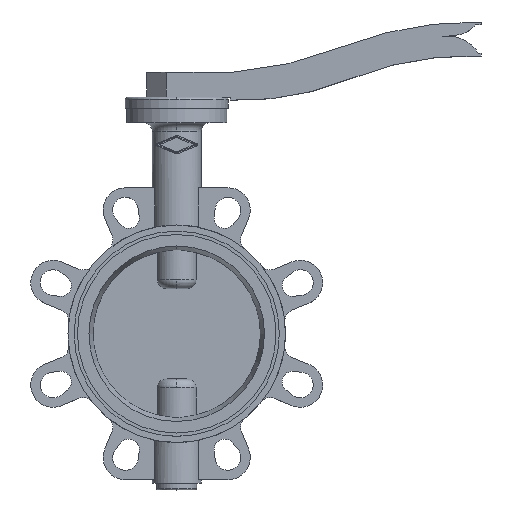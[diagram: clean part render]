
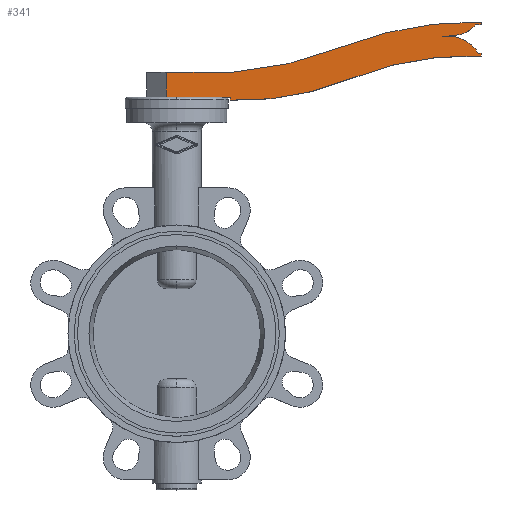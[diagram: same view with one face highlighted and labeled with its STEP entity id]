
A CAD part, top view. The second image highlights one B-rep face of the part: STEP entity #341.
In plain terms, the highlighted planar face has unit normal (0, 0, 1).
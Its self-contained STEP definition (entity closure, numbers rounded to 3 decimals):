
#341 = ADVANCED_FACE( '', ( #817 ), #818, .T. );
#817 = FACE_OUTER_BOUND( '', #1293, .T. );
#818 = PLANE( '', #1294 );
#1293 = EDGE_LOOP( '', ( #3101, #3102, #3103, #3104, #3105, #3106, #3107, #3108, #3109, #3110, #3111, #3112, #3113, #3114, #3115, #3116 ) );
#1294 = AXIS2_PLACEMENT_3D( '', #3117, #3118, #3119 );
#3101 = ORIENTED_EDGE( '', *, *, #3654, .T. );
#3102 = ORIENTED_EDGE( '', *, *, #3662, .T. );
#3103 = ORIENTED_EDGE( '', *, *, #3678, .T. );
#3104 = ORIENTED_EDGE( '', *, *, #3680, .T. );
#3105 = ORIENTED_EDGE( '', *, *, #3682, .T. );
#3106 = ORIENTED_EDGE( '', *, *, #3684, .T. );
#3107 = ORIENTED_EDGE( '', *, *, #3686, .T. );
#3108 = ORIENTED_EDGE( '', *, *, #3688, .T. );
#3109 = ORIENTED_EDGE( '', *, *, #3690, .T. );
#3110 = ORIENTED_EDGE( '', *, *, #3692, .T. );
#3111 = ORIENTED_EDGE( '', *, *, #3694, .T. );
#3112 = ORIENTED_EDGE( '', *, *, #3696, .T. );
#3113 = ORIENTED_EDGE( '', *, *, #3698, .T. );
#3114 = ORIENTED_EDGE( '', *, *, #3700, .T. );
#3115 = ORIENTED_EDGE( '', *, *, #3702, .T. );
#3116 = ORIENTED_EDGE( '', *, *, #3703, .T. );
#3117 = CARTESIAN_POINT( '', ( 0., 209.4, -12.5 ) );
#3118 = DIRECTION( '', ( 0., 0., 1. ) );
#3119 = DIRECTION( '', ( 1., 0., 0. ) );
#3654 = EDGE_CURVE( '', #4597, #4594, #4598, .T. );
#3662 = EDGE_CURVE( '', #4594, #4609, #4611, .T. );
#3678 = EDGE_CURVE( '', #4609, #4639, #4641, .T. );
#3680 = EDGE_CURVE( '', #4639, #4642, #4644, .T. );
#3682 = EDGE_CURVE( '', #4642, #4645, #4647, .T. );
#3684 = EDGE_CURVE( '', #4645, #4648, #4650, .T. );
#3686 = EDGE_CURVE( '', #4648, #4651, #4653, .T. );
#3688 = EDGE_CURVE( '', #4651, #4654, #4656, .T. );
#3690 = EDGE_CURVE( '', #4654, #4657, #4659, .T. );
#3692 = EDGE_CURVE( '', #4657, #4660, #4662, .T. );
#3694 = EDGE_CURVE( '', #4660, #4663, #4665, .T. );
#3696 = EDGE_CURVE( '', #4663, #4666, #4668, .T. );
#3698 = EDGE_CURVE( '', #4666, #4669, #4671, .T. );
#3700 = EDGE_CURVE( '', #4669, #4672, #4674, .T. );
#3702 = EDGE_CURVE( '', #4672, #4675, #4677, .T. );
#3703 = EDGE_CURVE( '', #4675, #4597, #4678, .T. );
#4594 = VERTEX_POINT( '', #6633 );
#4597 = VERTEX_POINT( '', #6637 );
#4598 = LINE( '', #6638, #6639 );
#4609 = VERTEX_POINT( '', #6656 );
#4611 = LINE( '', #6659, #6660 );
#4639 = VERTEX_POINT( '', #6696 );
#4641 = LINE( '', #6699, #6700 );
#4642 = VERTEX_POINT( '', #6701 );
#4644 = CIRCLE( '', #6704, 260. );
#4645 = VERTEX_POINT( '', #6705 );
#4647 = CIRCLE( '', #6708, 285. );
#4648 = VERTEX_POINT( '', #6709 );
#4650 = LINE( '', #6712, #6713 );
#4651 = VERTEX_POINT( '', #6714 );
#4653 = LINE( '', #6717, #6718 );
#4654 = VERTEX_POINT( '', #6719 );
#4656 = CIRCLE( '', #6722, 33. );
#4657 = VERTEX_POINT( '', #6723 );
#4659 = LINE( '', #6726, #6727 );
#4660 = VERTEX_POINT( '', #6728 );
#4662 = LINE( '', #6731, #6732 );
#4663 = VERTEX_POINT( '', #6733 );
#4665 = CIRCLE( '', #6736, 23.5 );
#4666 = VERTEX_POINT( '', #6737 );
#4668 = LINE( '', #6740, #6741 );
#4669 = VERTEX_POINT( '', #6742 );
#4671 = LINE( '', #6745, #6746 );
#4672 = VERTEX_POINT( '', #6747 );
#4674 = CIRCLE( '', #6750, 330.5 );
#4675 = VERTEX_POINT( '', #6751 );
#4677 = CIRCLE( '', #6754, 329.5 );
#4678 = LINE( '', #6755, #6756 );
#6633 = CARTESIAN_POINT( '', ( -9.5, 212., -12.5 ) );
#6637 = CARTESIAN_POINT( '', ( -9.5, 234.4, -12.5 ) );
#6638 = CARTESIAN_POINT( '', ( -9.5, 209.4, -12.5 ) );
#6639 = VECTOR( '', #7709, 1. );
#6656 = CARTESIAN_POINT( '', ( 48., 212., -12.5 ) );
#6659 = CARTESIAN_POINT( '', ( -27., 212., -12.5 ) );
#6660 = VECTOR( '', #7717, 1. );
#6696 = CARTESIAN_POINT( '', ( 48., 209.4, -12.5 ) );
#6699 = CARTESIAN_POINT( '', ( 48., 212., -12.5 ) );
#6700 = VECTOR( '', #7745, 1. );
#6701 = CARTESIAN_POINT( '', ( 155.24, 228.45, -12.5 ) );
#6704 = AXIS2_PLACEMENT_3D( '', #7747, #7748, #7749 );
#6705 = CARTESIAN_POINT( '', ( 273., 249., -12.5 ) );
#6708 = AXIS2_PLACEMENT_3D( '', #7751, #7752, #7753 );
#6709 = CARTESIAN_POINT( '', ( 273., 251.5, -12.5 ) );
#6712 = CARTESIAN_POINT( '', ( 273., 249., -12.5 ) );
#6713 = VECTOR( '', #7755, 1. );
#6714 = CARTESIAN_POINT( '', ( 270.5, 251.5, -12.5 ) );
#6717 = CARTESIAN_POINT( '', ( 273., 251.5, -12.5 ) );
#6718 = VECTOR( '', #7757, 1. );
#6719 = CARTESIAN_POINT( '', ( 246.268, 266.822, -12.5 ) );
#6722 = AXIS2_PLACEMENT_3D( '', #7759, #7760, #7761 );
#6723 = CARTESIAN_POINT( '', ( 238.25, 266.08, -12.5 ) );
#6726 = CARTESIAN_POINT( '', ( 246.268, 266.822, -12.5 ) );
#6727 = VECTOR( '', #7763, 1. );
#6728 = CARTESIAN_POINT( '', ( 252.82, 268.08, -12.5 ) );
#6731 = CARTESIAN_POINT( '', ( 238.25, 266.08, -12.5 ) );
#6732 = VECTOR( '', #7765, 1. );
#6733 = CARTESIAN_POINT( '', ( 267.7, 277., -12.5 ) );
#6736 = AXIS2_PLACEMENT_3D( '', #7767, #7768, #7769 );
#6737 = CARTESIAN_POINT( '', ( 273., 277., -12.5 ) );
#6740 = CARTESIAN_POINT( '', ( 267.7, 277., -12.5 ) );
#6741 = VECTOR( '', #7771, 1. );
#6742 = CARTESIAN_POINT( '', ( 273., 279.5, -12.5 ) );
#6745 = CARTESIAN_POINT( '', ( 273., 277., -12.5 ) );
#6746 = VECTOR( '', #7773, 1. );
#6747 = CARTESIAN_POINT( '', ( 147.6, 257.1, -12.5 ) );
#6750 = AXIS2_PLACEMENT_3D( '', #7775, #7776, #7777 );
#6751 = CARTESIAN_POINT( '', ( 0., 234.4, -12.5 ) );
#6754 = AXIS2_PLACEMENT_3D( '', #7779, #7780, #7781 );
#6755 = CARTESIAN_POINT( '', ( 0., 234.4, -12.5 ) );
#6756 = VECTOR( '', #7782, 1. );
#7709 = DIRECTION( '', ( 0., -1., 0. ) );
#7717 = DIRECTION( '', ( 1., 0., 0. ) );
#7745 = DIRECTION( '', ( 0., -1., 0. ) );
#7747 = CARTESIAN_POINT( '', ( 57.155, 469.239, -12.5 ) );
#7748 = DIRECTION( '', ( 0., 0., 1. ) );
#7749 = DIRECTION( '', ( -0.035, -0.999, 0. ) );
#7751 = CARTESIAN_POINT( '', ( 262.025, -35.789, -12.5 ) );
#7752 = DIRECTION( '', ( 0., 0., -1. ) );
#7753 = DIRECTION( '', ( -0.375, 0.927, 0. ) );
#7755 = DIRECTION( '', ( 0., 1., 0. ) );
#7757 = DIRECTION( '', ( -1., 0., 0. ) );
#7759 = CARTESIAN_POINT( '', ( 242.499, 234.038, -12.5 ) );
#7760 = DIRECTION( '', ( 0., 0., 1. ) );
#7761 = DIRECTION( '', ( 0.849, 0.529, 0. ) );
#7763 = DIRECTION( '', ( -0.996, -0.092, 0. ) );
#7765 = DIRECTION( '', ( 0.991, 0.136, 0. ) );
#7767 = CARTESIAN_POINT( '', ( 249.031, 291.272, -12.5 ) );
#7768 = DIRECTION( '', ( 0., 0., 1. ) );
#7769 = DIRECTION( '', ( 0.161, -0.987, 0. ) );
#7771 = DIRECTION( '', ( 1., 0., 0. ) );
#7773 = DIRECTION( '', ( 0., 1., 0. ) );
#7775 = CARTESIAN_POINT( '', ( 267.327, -50.951, -12.5 ) );
#7776 = DIRECTION( '', ( 0., 0., 1. ) );
#7777 = DIRECTION( '', ( 0.017, 1., 0. ) );
#7779 = CARTESIAN_POINT( '', ( 25.017, 562.949, -12.5 ) );
#7780 = DIRECTION( '', ( 0., 0., -1. ) );
#7781 = DIRECTION( '', ( 0.372, -0.928, 0. ) );
#7782 = DIRECTION( '', ( -1., 0., 0. ) );
